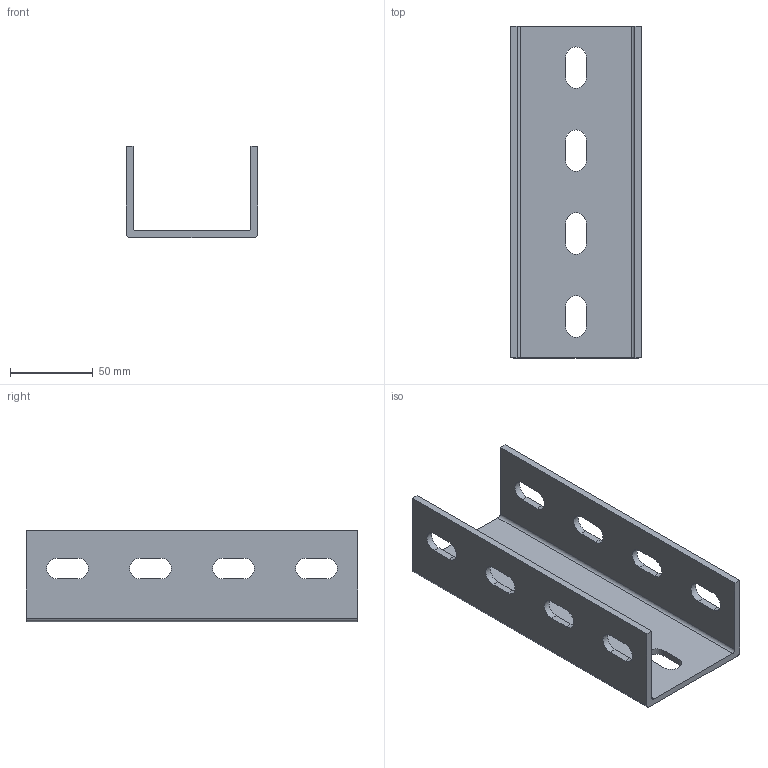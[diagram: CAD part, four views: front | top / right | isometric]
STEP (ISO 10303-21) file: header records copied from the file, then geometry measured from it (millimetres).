
FILE_DESCRIPTION (( 'STEP AP203' ), '1' );
FILE_NAME ('欱瑵蟬70x50(79x55).STEP', '2022-12-08T12:57:38', ( '' ), ( '' ), 'SwSTEP 2.0', 'SolidWorks 2020', '' );
FILE_SCHEMA (( 'CONFIG_CONTROL_DESIGN' ));
Length unit declared in the file: millimetre
Products named in the file (1): 欱瑵蟬70x50(79x55)
Bounding box: 79 x 200 x 55 mm (x, y, z)
Volume: 131409.5 mm3; surface area: 71151 mm2
Topology: 1 solids, 1 shells, 62 faces, 180 edges, 120 vertices
Faces by surface type: plane 34, cylinder 28
Entity records: 2185 total; most frequent: CARTESIAN_POINT 363, DIRECTION 362, ORIENTED_EDGE 360, EDGE_CURVE 180, VECTOR 124, LINE 124, VERTEX_POINT 120, AXIS2_PLACEMENT_3D 119
